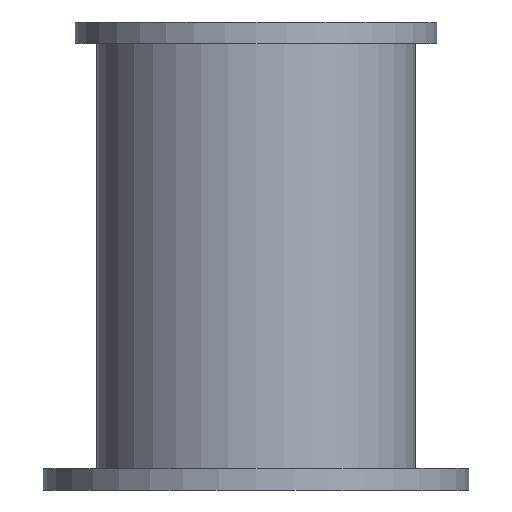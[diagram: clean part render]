
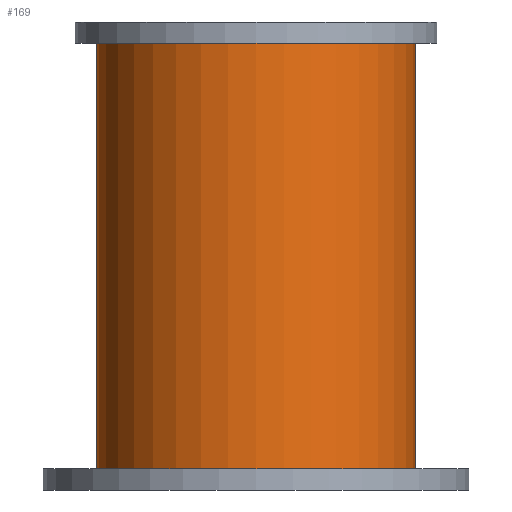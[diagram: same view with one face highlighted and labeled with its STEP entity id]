
A CAD part, front view. The second image highlights one B-rep face of the part: STEP entity #169.
In plain terms, the highlighted cylindrical face has radius 75 mm (diameter 150 mm), a partial arc.
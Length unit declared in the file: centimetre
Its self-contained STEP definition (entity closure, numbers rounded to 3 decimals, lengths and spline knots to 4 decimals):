
#3 = CARTESIAN_POINT ( 'NONE',  ( 0., 0., 1. ) ) ;
#4 = AXIS2_PLACEMENT_3D ( 'NONE', #70, #22, #280 ) ;
#21 = CARTESIAN_POINT ( 'NONE',  ( 7.5, 0., 21. ) ) ;
#22 = DIRECTION ( 'NONE',  ( 0., 0., -1. ) ) ;
#28 = CIRCLE ( 'NONE', #152, 7.5 ) ;
#34 = DIRECTION ( 'NONE',  ( 1., 0., 0. ) ) ;
#36 = EDGE_LOOP ( 'NONE', ( #166, #269, #161, #298 ) ) ;
#52 = CARTESIAN_POINT ( 'NONE',  ( 7.5, 0., 21. ) ) ;
#55 = VECTOR ( 'NONE', #74, 100. ) ;
#56 = VERTEX_POINT ( 'NONE', #64 ) ;
#60 = DIRECTION ( 'NONE',  ( 0., 0., 1. ) ) ;
#64 = CARTESIAN_POINT ( 'NONE',  ( -7.5, 0., 21. ) ) ;
#70 = CARTESIAN_POINT ( 'NONE',  ( 0., 0., 21. ) ) ;
#72 = EDGE_CURVE ( 'NONE', #56, #297, #28, .T. ) ;
#74 = DIRECTION ( 'NONE',  ( 0., 0., -1. ) ) ;
#75 = CARTESIAN_POINT ( 'NONE',  ( 7.5, 0., 1. ) ) ;
#120 = CARTESIAN_POINT ( 'NONE',  ( -7.5, 0., 1. ) ) ;
#144 = LINE ( 'NONE', #21, #55 ) ;
#151 = DIRECTION ( 'NONE',  ( 1., 0., 0. ) ) ;
#152 = AXIS2_PLACEMENT_3D ( 'NONE', #299, #60, #34 ) ;
#161 = ORIENTED_EDGE ( 'NONE', *, *, #244, .T. ) ;
#166 = ORIENTED_EDGE ( 'NONE', *, *, #186, .F. ) ;
#169 = ADVANCED_FACE ( 'NONE', ( #227 ), #331, .T. ) ;
#178 = AXIS2_PLACEMENT_3D ( 'NONE', #3, #185, #151 ) ;
#181 = DIRECTION ( 'NONE',  ( 0., 0., -1. ) ) ;
#185 = DIRECTION ( 'NONE',  ( 0., 0., 1. ) ) ;
#186 = EDGE_CURVE ( 'NONE', #297, #275, #144, .T. ) ;
#193 = VERTEX_POINT ( 'NONE', #120 ) ;
#210 = CARTESIAN_POINT ( 'NONE',  ( -7.5, 0., 21. ) ) ;
#219 = VECTOR ( 'NONE', #181, 100. ) ;
#227 = FACE_OUTER_BOUND ( 'NONE', #36, .T. ) ;
#230 = CIRCLE ( 'NONE', #178, 7.5 ) ;
#244 = EDGE_CURVE ( 'NONE', #56, #193, #256, .T. ) ;
#256 = LINE ( 'NONE', #210, #219 ) ;
#269 = ORIENTED_EDGE ( 'NONE', *, *, #72, .F. ) ;
#275 = VERTEX_POINT ( 'NONE', #75 ) ;
#280 = DIRECTION ( 'NONE',  ( -1., 0., 0. ) ) ;
#289 = EDGE_CURVE ( 'NONE', #193, #275, #230, .T. ) ;
#297 = VERTEX_POINT ( 'NONE', #52 ) ;
#298 = ORIENTED_EDGE ( 'NONE', *, *, #289, .T. ) ;
#299 = CARTESIAN_POINT ( 'NONE',  ( 0., 0., 21. ) ) ;
#331 = CYLINDRICAL_SURFACE ( 'NONE', #4, 7.5 ) ;
